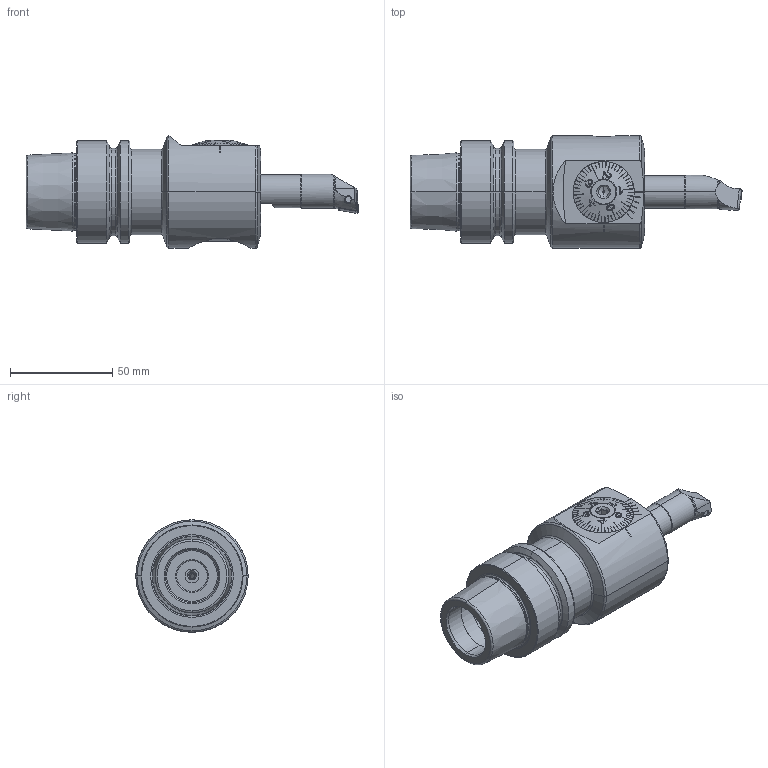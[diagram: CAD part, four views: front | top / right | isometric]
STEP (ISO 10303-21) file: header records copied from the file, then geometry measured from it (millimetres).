
FILE_DESCRIPTION (( 'STEP AP214' ), '1' );
FILE_NAME ('HE5.A55.K01.090.STEP', '2024-08-16T13:16:50', ( '' ), ( '' ), 'SwSTEP 2.0', 'SolidWorks 2022', '' );
FILE_SCHEMA (( 'AUTOMOTIVE_DESIGN' ));
Length unit declared in the file: millimetre
Products named in the file (20): A55-BG2.014.007_A; A55-BG2.011.016_E; Klebstoff D10; WCB-ER2.001.009_A; A55-BG2.013.005_C; A55-BG1.012.007_B; A55-BG1.014.041; B22-WCB.K11.110_B; B22-WCB.K11.110; A55-BG2.012.006_B; CCMT09T304; ISO 4026 - M10 x 16; ISO 4026 - M10 x 8; A55-BG3.011.033_A_gekürzt; A55-BG1.011.041_E; DIN 3771 - 25x1.5; A55-BG2.015.007_B; HE5-A55.K00.090_B_Fertigbearbeitung; A55-BG1.011.041; HE5.A55.K01.090
Assembly tree (21 placements, depth 4):
  HE5.A55.K01.090
    HE5-A55.K00.090_B_Fertigbearbeitung
    ISO 4026 - M10 x 8
    WCB-ER2.001.009_A
    A55-BG1.014.041
      A55-BG1.011.041
        A55-BG1.011.041_E
        A55-BG1.012.007_B
      A55-BG2.012.006_B
      A55-BG2.013.005_C
      DIN 3771 - 25x1.5
      ISO 4026 - M10 x 16  x2
      A55-BG2.015.007_B
        A55-BG2.011.016_E
        A55-BG2.014.007_A
    A55-BG3.011.033_A_gekürzt
    Klebstoff D10
    B22-WCB.K11.110
      B22-WCB.K11.110_B
      CCMT09T304
      WCB-ER2.001.009_A
Bounding box: 162.65 x 55 x 55 mm (x, y, z)
Volume: 180750.6 mm3; surface area: 56169.4 mm2
Topology: 17 solids, 17 shells, 886 faces, 2280 edges, 1429 vertices
Faces by surface type: plane 348, cone 216, cylinder 179, torus 85, bspline 54, sphere 4
Entity records: 34909 total; most frequent: CARTESIAN_POINT 11233, ORIENTED_EDGE 4276, DIRECTION 3714, EDGE_CURVE 2138, AXIS2_PLACEMENT_3D 1457, VERTEX_POINT 1349, EDGE_LOOP 885, ADVANCED_FACE 832
